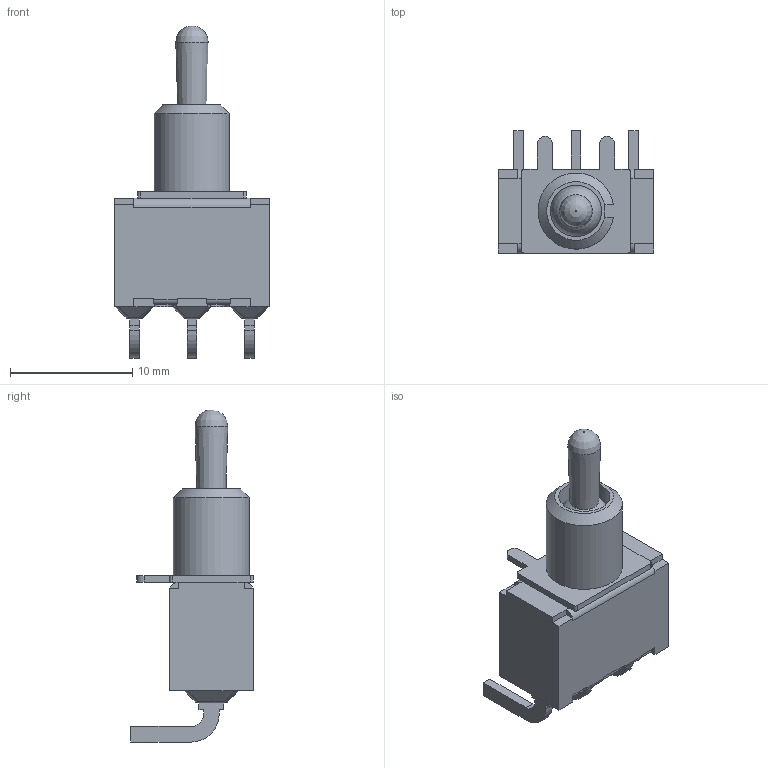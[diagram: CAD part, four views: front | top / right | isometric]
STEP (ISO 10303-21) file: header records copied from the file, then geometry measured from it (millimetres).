
FILE_DESCRIPTION((' '),'2;1');
FILE_NAME('100SPxT2B4M6xE.stp','2017-07-28T09:31:37',(' '),(' '),' ','ACIS',' ');
FILE_SCHEMA(('CONFIG_CONTROL_DESIGN'));
Length unit declared in the file: inch
Products named in the file (1): 100SPxT2B4M6xE.stp
Bounding box: 12.7 x 10.03 x 27.15 mm (x, y, z)
Volume: 1024.5 mm3; surface area: 1040.5 mm2
Topology: 2 solids, 2 shells, 221 faces, 563 edges, 354 vertices
Faces by surface type: plane 159, cylinder 46, sphere 13, cone 2, bspline 1
Full cylindrical faces by diameter (mm): 4.2 x1
Entity records: 6647 total; most frequent: CARTESIAN_POINT 1181, ORIENTED_EDGE 1112, DIRECTION 1102, EDGE_CURVE 556, VECTOR 444, LINE 444, VERTEX_POINT 351, AXIS2_PLACEMENT_3D 329
